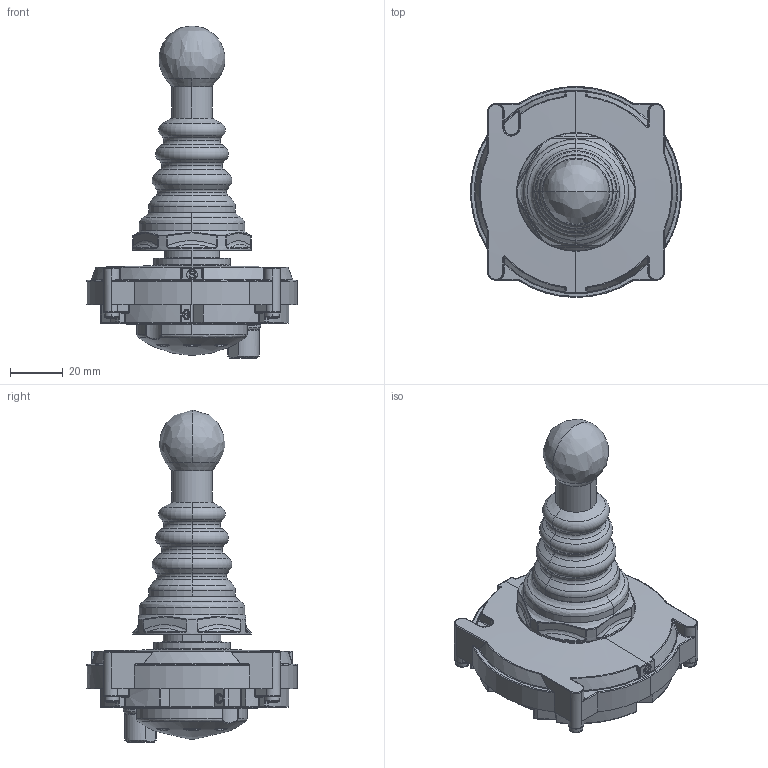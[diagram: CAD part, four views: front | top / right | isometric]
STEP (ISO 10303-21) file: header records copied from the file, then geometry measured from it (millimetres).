
FILE_DESCRIPTION (( 'STEP AP203' ), '1' );
FILE_NAME ('NK-T-21-1ST8-2.step', '2019-11-05T13:40:10', ( '' ), ( '' ), 'SwSTEP 2.0', 'SolidWorks 2019', '' );
FILE_SCHEMA (( 'CONFIG_CONTROL_DESIGN' ));
Length unit declared in the file: millimetre
Products named in the file (1): NK-T-21-1ST8-2
Bounding box: 79.92 x 80 x 126.01 mm (x, y, z)
Volume: 165568 mm3; surface area: 32398.4 mm2
Topology: 4 solids, 4 shells, 1358 faces, 3490 edges, 2104 vertices
Faces by surface type: bspline 568, plane 374, cylinder 341, cone 55, torus 20
Entity records: 62892 total; most frequent: CARTESIAN_POINT 34594, ORIENTED_EDGE 6806, DIRECTION 4853, EDGE_CURVE 3403, VERTEX_POINT 2104, AXIS2_PLACEMENT_3D 1812, EDGE_LOOP 1411, ADVANCED_FACE 1358
